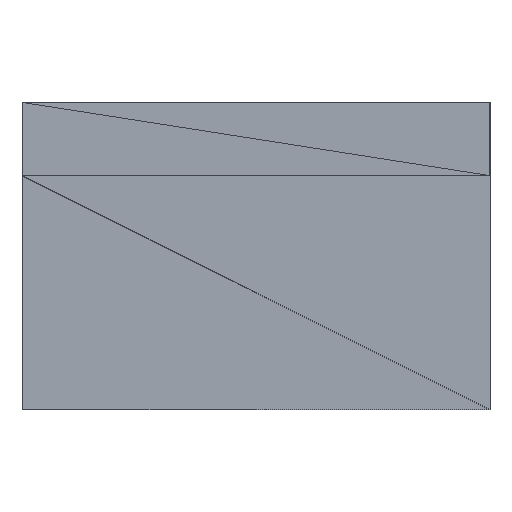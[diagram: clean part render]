
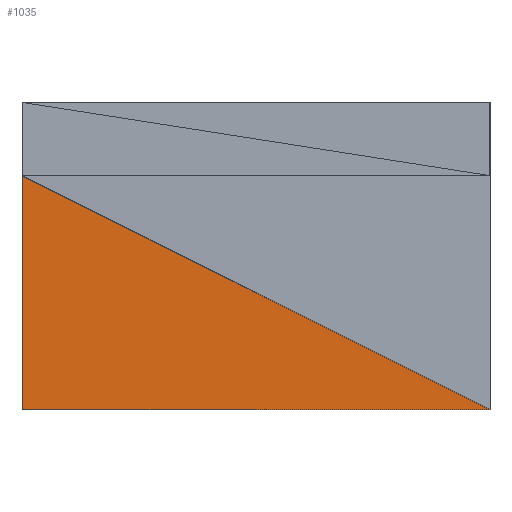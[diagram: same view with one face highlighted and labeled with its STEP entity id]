
A CAD part, left-side view. The second image highlights one B-rep face of the part: STEP entity #1035.
In plain terms, the highlighted planar face has unit normal (-1, 0, 0).
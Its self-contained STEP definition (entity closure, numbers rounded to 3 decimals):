
#35 = VERTEX_POINT('',#36);
#36 = CARTESIAN_POINT('',(-0.7,0.8,0.));
#82 = PLANE('',#83);
#83 = AXIS2_PLACEMENT_3D('',#84,#85,#86);
#84 = CARTESIAN_POINT('',(-0.7,0.8,0.));
#85 = DIRECTION('',(1.,0.,0.));
#86 = DIRECTION('',(-0.,0.,1.));
#649 = PLANE('',#650);
#650 = AXIS2_PLACEMENT_3D('',#651,#652,#653);
#651 = CARTESIAN_POINT('',(-0.7,0.8,0.));
#652 = DIRECTION('',(0.,-1.,0.));
#653 = DIRECTION('',(0.,-0.,-1.));
#691 = VERTEX_POINT('',#692);
#692 = CARTESIAN_POINT('',(-0.7,0.8,
    -0.8));
#706 = PLANE('',#707);
#707 = AXIS2_PLACEMENT_3D('',#708,#709,#710);
#708 = CARTESIAN_POINT('',(0.7,0.8,-0.8
    ));
#709 = DIRECTION('',(0.,0.,1.));
#710 = DIRECTION('',(1.,0.,-0.));
#717 = EDGE_CURVE('',#691,#35,#718,.T.);
#718 = SURFACE_CURVE('',#719,(#723,#730),.PCURVE_S1.);
#719 = LINE('',#720,#721);
#720 = CARTESIAN_POINT('',(-0.7,0.8,
    -0.8));
#721 = VECTOR('',#722,1.);
#722 = DIRECTION('',(0.,0.,1.));
#723 = PCURVE('',#649,#724);
#724 = DEFINITIONAL_REPRESENTATION('',(#725),#729);
#725 = LINE('',#726,#727);
#726 = CARTESIAN_POINT('',(0.8,0.));
#727 = VECTOR('',#728,1.);
#728 = DIRECTION('',(-1.,0.));
#729 = ( GEOMETRIC_REPRESENTATION_CONTEXT(2) 
PARAMETRIC_REPRESENTATION_CONTEXT() REPRESENTATION_CONTEXT('2D SPACE',''
  ) );
#730 = PCURVE('',#731,#736);
#731 = PLANE('',#732);
#732 = AXIS2_PLACEMENT_3D('',#733,#734,#735);
#733 = CARTESIAN_POINT('',(-0.7,-0.8,
    -0.8));
#734 = DIRECTION('',(1.,0.,0.));
#735 = DIRECTION('',(-0.,0.,1.));
#736 = DEFINITIONAL_REPRESENTATION('',(#737),#740);
#737 = B_SPLINE_CURVE_WITH_KNOTS('',1,(#738,#739),.UNSPECIFIED.,.F.,.F.,
  (2,2),(0.,0.8),.PIECEWISE_BEZIER_KNOTS.);
#738 = CARTESIAN_POINT('',(0.,-1.6));
#739 = CARTESIAN_POINT('',(0.8,-1.6));
#740 = ( GEOMETRIC_REPRESENTATION_CONTEXT(2) 
PARAMETRIC_REPRESENTATION_CONTEXT() REPRESENTATION_CONTEXT('2D SPACE',''
  ) );
#927 = VERTEX_POINT('',#928);
#928 = CARTESIAN_POINT('',(-0.7,-0.8,
    -0.8));
#1035 = ADVANCED_FACE('',(#1036),#731,.F.);
#1036 = FACE_BOUND('',#1037,.T.);
#1037 = EDGE_LOOP('',(#1038,#1058,#1059));
#1038 = ORIENTED_EDGE('',*,*,#1039,.T.);
#1039 = EDGE_CURVE('',#927,#35,#1040,.T.);
#1040 = SURFACE_CURVE('',#1041,(#1045,#1052),.PCURVE_S1.);
#1041 = LINE('',#1042,#1043);
#1042 = CARTESIAN_POINT('',(-0.7,-0.8,
    -0.8));
#1043 = VECTOR('',#1044,1.);
#1044 = DIRECTION('',(0.,0.894,0.447));
#1045 = PCURVE('',#731,#1046);
#1046 = DEFINITIONAL_REPRESENTATION('',(#1047),#1051);
#1047 = LINE('',#1048,#1049);
#1048 = CARTESIAN_POINT('',(0.,0.));
#1049 = VECTOR('',#1050,1.);
#1050 = DIRECTION('',(0.447,-0.894));
#1051 = ( GEOMETRIC_REPRESENTATION_CONTEXT(2) 
PARAMETRIC_REPRESENTATION_CONTEXT() REPRESENTATION_CONTEXT('2D SPACE',''
  ) );
#1052 = PCURVE('',#82,#1053);
#1053 = DEFINITIONAL_REPRESENTATION('',(#1054),#1057);
#1054 = B_SPLINE_CURVE_WITH_KNOTS('',1,(#1055,#1056),.UNSPECIFIED.,.F.,
  .F.,(2,2),(0.,1.789),.PIECEWISE_BEZIER_KNOTS.);
#1055 = CARTESIAN_POINT('',(-0.8,1.6));
#1056 = CARTESIAN_POINT('',(0.,0.));
#1057 = ( GEOMETRIC_REPRESENTATION_CONTEXT(2) 
PARAMETRIC_REPRESENTATION_CONTEXT() REPRESENTATION_CONTEXT('2D SPACE',''
  ) );
#1058 = ORIENTED_EDGE('',*,*,#717,.F.);
#1059 = ORIENTED_EDGE('',*,*,#1060,.T.);
#1060 = EDGE_CURVE('',#691,#927,#1061,.T.);
#1061 = SURFACE_CURVE('',#1062,(#1066,#1073),.PCURVE_S1.);
#1062 = LINE('',#1063,#1064);
#1063 = CARTESIAN_POINT('',(-0.7,0.8,
    -0.8));
#1064 = VECTOR('',#1065,1.);
#1065 = DIRECTION('',(0.,-1.,0.));
#1066 = PCURVE('',#731,#1067);
#1067 = DEFINITIONAL_REPRESENTATION('',(#1068),#1072);
#1068 = LINE('',#1069,#1070);
#1069 = CARTESIAN_POINT('',(0.,-1.6));
#1070 = VECTOR('',#1071,1.);
#1071 = DIRECTION('',(0.,1.));
#1072 = ( GEOMETRIC_REPRESENTATION_CONTEXT(2) 
PARAMETRIC_REPRESENTATION_CONTEXT() REPRESENTATION_CONTEXT('2D SPACE',''
  ) );
#1073 = PCURVE('',#706,#1074);
#1074 = DEFINITIONAL_REPRESENTATION('',(#1075),#1078);
#1075 = B_SPLINE_CURVE_WITH_KNOTS('',1,(#1076,#1077),.UNSPECIFIED.,.F.,
  .F.,(2,2),(0.,1.6),.PIECEWISE_BEZIER_KNOTS.);
#1076 = CARTESIAN_POINT('',(-1.4,0.));
#1077 = CARTESIAN_POINT('',(-1.4,-1.6));
#1078 = ( GEOMETRIC_REPRESENTATION_CONTEXT(2) 
PARAMETRIC_REPRESENTATION_CONTEXT() REPRESENTATION_CONTEXT('2D SPACE',''
  ) );
